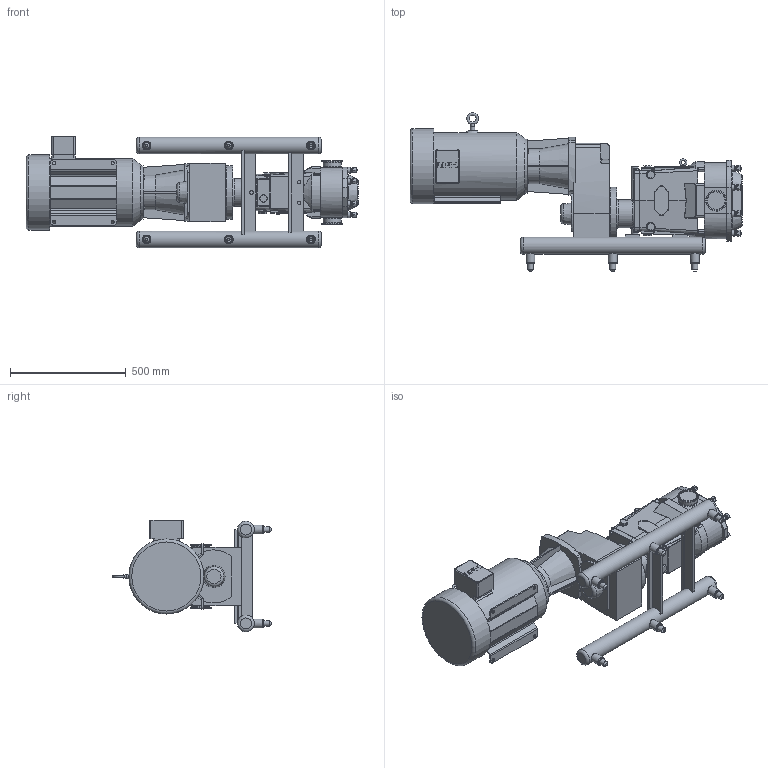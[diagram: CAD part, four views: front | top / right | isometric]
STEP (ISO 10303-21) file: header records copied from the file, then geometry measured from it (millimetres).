
FILE_DESCRIPTION(/* description */ (''),/* implementation_level */ '2;1');
FILE_NAME(/* name */ 'U2_130U2_256TC_3x3_S-Line_20HP_SM..stp',/* time_stamp */ '2020-10-20T15:41:01+05:00',/* author */ ('trtmhr'),/* organization */ (''),/* preprocessor_version */ 'ST-DEVELOPER v17',/* originating_system */ 'Autodesk Inventor 2018',/* authorisation */ '');
FILE_SCHEMA (('AUTOMOTIVE_DESIGN { 1 0 10303 214 3 1 1 }'));
Length unit declared in the file: inch
Products named in the file (1): U2_130U2_256TC_3x3_S-Line_20HP_SM.
Bounding box: 1436.52 x 685.29 x 483.68 mm (x, y, z)
Volume: 91012280.9 mm3; surface area: 2647931.6 mm2
Topology: 4 solids, 4 shells, 1075 faces, 2799 edges, 1800 vertices
Faces by surface type: plane 484, cylinder 298, bspline 124, torus 96, cone 47, sphere 26
Full cylindrical faces by diameter (mm): 5.08 x1, 12.395 x5, 12.7 x4, 13.462 x4, 14.3 x3, 14.478 x1, 19.05 x8, 19.304 x1, 25.4 x14, 33.02 x1, 35.052 x2, 38.1 x6, 76.2 x2, 78.461 x4, 79.477 x2, 91.008 x2, 120.65 x1, 229.997 x1, 230.124 x1, 232.994 x1, 292.329 x1, 324.612 x1
Entity records: 37523 total; most frequent: CARTESIAN_POINT 10864, ORIENTED_EDGE 5574, DIRECTION 5540, EDGE_CURVE 2787, AXIS2_PLACEMENT_3D 2069, VERTEX_POINT 1800, LINE 1402, VECTOR 1402
